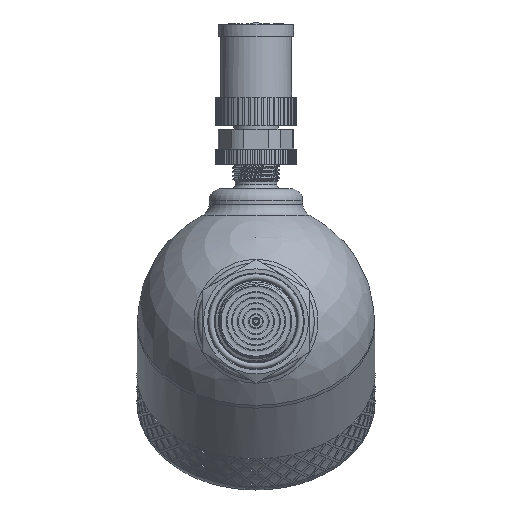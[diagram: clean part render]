
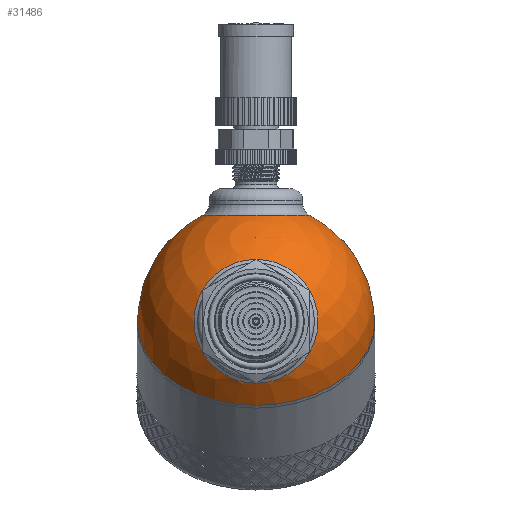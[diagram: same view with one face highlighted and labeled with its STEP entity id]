
A CAD part, left-side view. The second image highlights one B-rep face of the part: STEP entity #31486.
In plain terms, the highlighted spherical face has radius 30 mm.
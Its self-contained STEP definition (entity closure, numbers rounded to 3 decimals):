
#43=SPHERICAL_SURFACE('',#32843,30.);
#443=FACE_BOUND('',#10504,.T.);
#444=FACE_BOUND('',#10505,.T.);
#8371=FACE_OUTER_BOUND('',#10503,.T.);
#10503=EDGE_LOOP('',(#27226,#27227,#27228,#27229));
#10504=EDGE_LOOP('',(#27230));
#10505=EDGE_LOOP('',(#27231));
#11328=CIRCLE('',#32840,15.643);
#11331=CIRCLE('',#32844,30.);
#11332=CIRCLE('',#32845,30.);
#11333=CIRCLE('',#32846,30.);
#11334=CIRCLE('',#32847,13.5);
#14361=VERTEX_POINT('',#68926);
#14363=VERTEX_POINT('',#68932);
#14364=VERTEX_POINT('',#68933);
#14365=VERTEX_POINT('',#68935);
#14366=VERTEX_POINT('',#68938);
#18786=EDGE_CURVE('',#14361,#14361,#11328,.T.);
#18789=EDGE_CURVE('',#14363,#14364,#11331,.T.);
#18790=EDGE_CURVE('',#14363,#14365,#11332,.T.);
#18791=EDGE_CURVE('',#14364,#14363,#11333,.T.);
#18792=EDGE_CURVE('',#14366,#14366,#11334,.T.);
#27226=ORIENTED_EDGE('',*,*,#18789,.F.);
#27227=ORIENTED_EDGE('',*,*,#18790,.T.);
#27228=ORIENTED_EDGE('',*,*,#18790,.F.);
#27229=ORIENTED_EDGE('',*,*,#18791,.F.);
#27230=ORIENTED_EDGE('',*,*,#18786,.F.);
#27231=ORIENTED_EDGE('',*,*,#18792,.F.);
#31486=ADVANCED_FACE('',(#8371,#443,#444),#43,.T.);
#32840=AXIS2_PLACEMENT_3D('',#68927,#36226,#36227);
#32843=AXIS2_PLACEMENT_3D('',#68931,#36232,#36233);
#32844=AXIS2_PLACEMENT_3D('',#68934,#36234,#36235);
#32845=AXIS2_PLACEMENT_3D('',#68936,#36236,#36237);
#32846=AXIS2_PLACEMENT_3D('',#68937,#36238,#36239);
#32847=AXIS2_PLACEMENT_3D('',#68939,#36240,#36241);
#36226=DIRECTION('center_axis',(-0.707,0.,0.707));
#36227=DIRECTION('ref_axis',(0.707,0.,0.707));
#36232=DIRECTION('center_axis',(1.,0.,0.));
#36233=DIRECTION('ref_axis',(0.,-1.,0.));
#36234=DIRECTION('center_axis',(1.,0.,0.));
#36235=DIRECTION('ref_axis',(0.,1.,0.));
#36236=DIRECTION('center_axis',(0.,0.,1.));
#36237=DIRECTION('ref_axis',(0.,1.,0.));
#36238=DIRECTION('center_axis',(1.,0.,0.));
#36239=DIRECTION('ref_axis',(0.,1.,0.));
#36240=DIRECTION('center_axis',(-0.707,0.,-0.707));
#36241=DIRECTION('ref_axis',(-0.707,0.,0.707));
#68926=CARTESIAN_POINT('',(-29.162,0.,7.04));
#68927=CARTESIAN_POINT('Origin',(-18.101,0.,18.101));
#68931=CARTESIAN_POINT('Origin',(0.,0.,0.));
#68932=CARTESIAN_POINT('',(0.,30.,0.));
#68933=CARTESIAN_POINT('',(0.,-30.,0.));
#68934=CARTESIAN_POINT('Origin',(0.,0.,0.));
#68935=CARTESIAN_POINT('',(-30.,0.,0.));
#68936=CARTESIAN_POINT('Origin',(0.,0.,0.));
#68937=CARTESIAN_POINT('Origin',(0.,0.,0.));
#68938=CARTESIAN_POINT('',(-9.398,0.,-28.49));
#68939=CARTESIAN_POINT('Origin',(-18.944,0.,-18.944));
